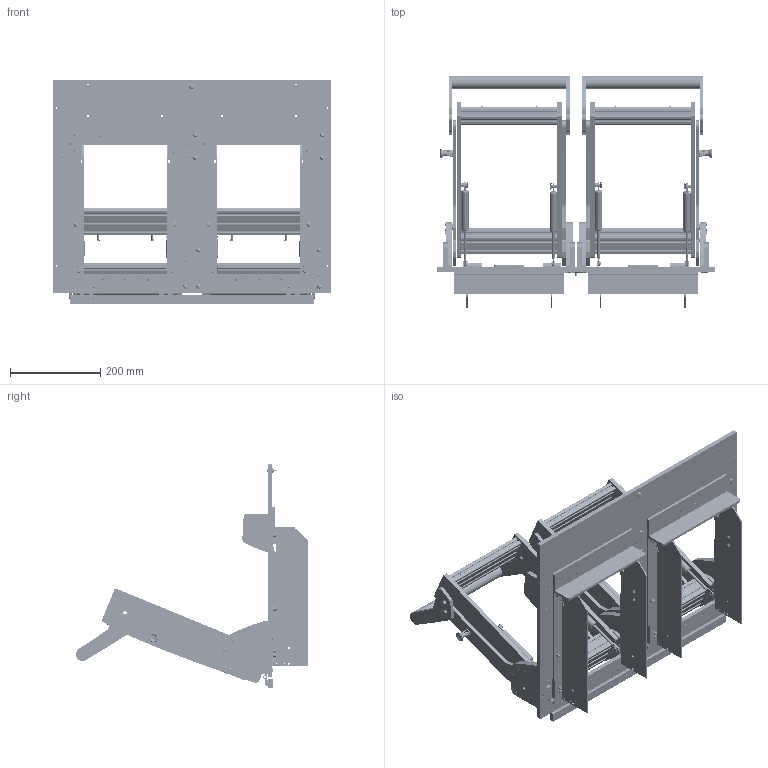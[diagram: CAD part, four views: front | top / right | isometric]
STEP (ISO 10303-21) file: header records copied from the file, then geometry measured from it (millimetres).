
FILE_DESCRIPTION (( 'STEP AP203' ), '1' );
FILE_NAME ('INGUN_100965_open.STEP', '2023-07-20T13:28:34', ( '' ), ( '' ), 'SwSTEP 2.0', 'SolidWorks 2021', '' );
FILE_SCHEMA (( 'CONFIG_CONTROL_DESIGN' ));
Length unit declared in the file: millimetre
Products named in the file (60): DIN6325~n_06,0m6x012; INGUN_100965_open; DIN6325~n_04,0m6x014; 35717~0_S; 31194~0; 3381~0; DIN7991~n_M05,0x020; 34328~1_S; ISO7380~n_M04,0x016; 47523~0_S; 48377~6_KUNDE<S>; ISO7380~n_M04,0x020; 2281~0; DIN125~n_04,3 M04,0; 100975~2_S; 39893~3_KUNDE<S>; 114566~0_S; K_02037~0_Standard ohne Dyn Punkt<Standard>; 55712~0_KUNDE<S>; DIN125~n_05,3 M05,0 Fase; 2281~0_180ø<Standard>; K_02037~0; 11536~1; 57808~0_S; 36176~0_S; 109128~0_offen <S>; DIN7991~n_M05,0x016; 109949~0_KUNDE<S>; 39894~2_KUNDE<S>; 48381~0_S; 109950~0_KUNDE<S>; 109948~0_KUNDE<S>; DIN6325~n_04,0m6x016; 57801~2_S; 49317~0; 48509~2_S; 38786~1; 53031~0_S; 39892~7_KUNDE<S>; 32341~6_S ...
Assembly tree (182 placements, depth 5):
  INGUN_100965_open
    100975~2_S
      39945~11_S
      48381~0_S  x2
      35662~11_S  x2
      35663~9_S  x2
      48509~2_S  x2
      2281~0_180ø<Standard>  x3
        2281~0
      32341~6_S
      53031~0_S
      114566~0_S  x4
        112087~1_S
          111995~2_S
          112086~2_S
          DIN125~n_05,3 M05,0 Fase
        49317~0
        DIN912~n_M04,0x016
        DIN125~n_04,3 M04,0
        DIN125~n_06,4 M06,0 Fase
      DIN7991~n_M05,0x016  x16
      DIN7991~n_M05,0x020  x12
      DIN125~n_05,3 M05,0 Fase  x8
      DIN934~n_M05,0  x8
      DIN6325~n_04,0m6x016  x4
      DIN6325~n_06,0m6x012  x4
    48377~6_KUNDE<S>  x2
      53836~2_KUNDE<S>
      53837~3_KUNDE<S>
      34328~1_S
      57808~0_S
      57809~0_mit Lehre gebohrt<S>
      3381~0
      ISO7380~n_M04,0x020
      ISO7380~n_M04,0x016
      DIN125~n_06,4 M06,0 Fase
      57801~2_S
      49317~0
    109949~0_KUNDE<S>  x2
      55713~1_KUNDE<S>
    109950~0_KUNDE<S>  x2
      55713~1_KUNDE<S>
    39892~7_KUNDE<S>  x2
    39891~3_KUNDE<S>  x2
    39894~2_KUNDE<S>  x2
    39893~3_KUNDE<S>  x2
    109948~0_KUNDE<S>  x2
      36176~0_S
      55712~0_KUNDE<S>
    47523~0_S  x20
    38786~1
      K_02037~0
      K_02038~0
    11536~1
      K_02037~0_Standard ohne Dyn Punkt<Standard>
      K_02038~0
    109128~0_offen <S>  x2
    31194~0  x4
    ISO7380~n_M05,0x016  x9
    DIN6325~n_04,0m6x014  x11
Bounding box: 616 x 514.42 x 496 mm (x, y, z)
Volume: 5805769 mm3; surface area: 2163537.3 mm2
Topology: 217 solids, 217 shells, 5688 faces, 14743 edges, 9440 vertices
Faces by surface type: cylinder 2375, plane 2155, cone 830, bspline 186, sphere 92, torus 50
Entity records: 74552 total; most frequent: CARTESIAN_POINT 12372, DIRECTION 11732, ORIENTED_EDGE 10516, EDGE_CURVE 5258, AXIS2_PLACEMENT_3D 4434, VERTEX_POINT 3416, VECTOR 2864, LINE 2864
